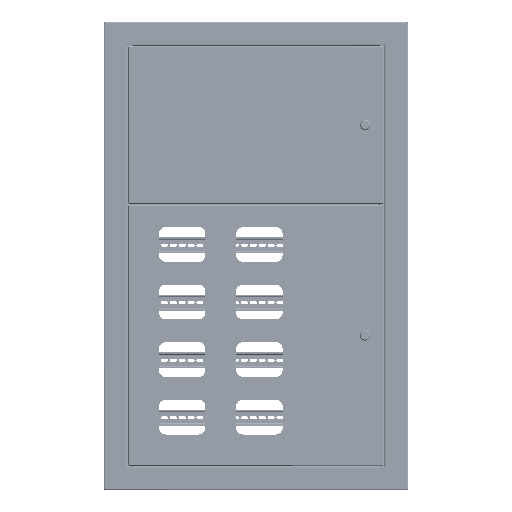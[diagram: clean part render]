
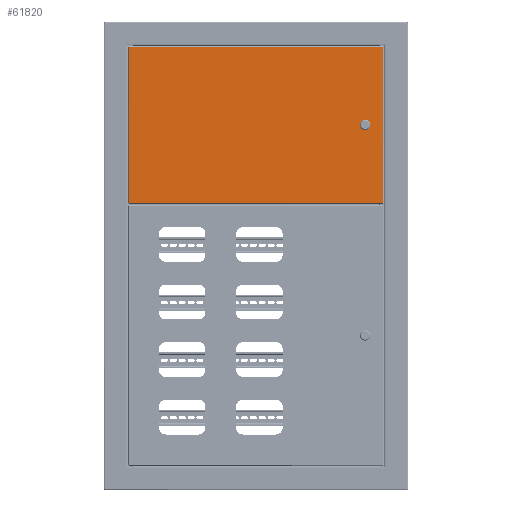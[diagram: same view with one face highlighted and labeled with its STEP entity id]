
A CAD part, top view. The second image highlights one B-rep face of the part: STEP entity #61820.
In plain terms, the highlighted planar face has unit normal (0, 0, 1).
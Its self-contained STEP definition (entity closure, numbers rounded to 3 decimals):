
#1685 = EDGE_CURVE ( 'NONE', #21658, #36515, #50407, .T. ) ;
#3338 = EDGE_CURVE ( 'NONE', #36515, #33697, #67802, .T. ) ;
#3353 = AXIS2_PLACEMENT_3D ( 'NONE', #60658, #23506, #69280 ) ;
#5575 = CARTESIAN_POINT ( 'NONE',  ( 0., 545.7, 0. ) ) ;
#6525 = DIRECTION ( 'NONE',  ( 0., 0., 1. ) ) ;
#7859 = DIRECTION ( 'NONE',  ( 1., 0., 0. ) ) ;
#8339 = VECTOR ( 'NONE', #61759, 1000. ) ;
#9514 = DIRECTION ( 'NONE',  ( 0., 0., 1. ) ) ;
#11511 = EDGE_CURVE ( 'NONE', #23129, #25968, #40062, .T. ) ;
#12932 = ORIENTED_EDGE ( 'NONE', *, *, #63427, .T. ) ;
#15255 = CARTESIAN_POINT ( 'NONE',  ( 171.849, 31.5, 0. ) ) ;
#16859 = FACE_BOUND ( 'NONE', #35542, .T. ) ;
#18495 = EDGE_LOOP ( 'NONE', ( #48198, #41512, #12932, #65941 ) ) ;
#19556 = VECTOR ( 'NONE', #29588, 1000. ) ;
#19765 = CARTESIAN_POINT ( 'NONE',  ( 334.993, 544., 0. ) ) ;
#20017 = CARTESIAN_POINT ( 'NONE',  ( 334.7, 1.7, 0. ) ) ;
#20171 = ORIENTED_EDGE ( 'NONE', *, *, #11511, .F. ) ;
#21079 = EDGE_CURVE ( 'NONE', #35391, #72879, #52793, .T. ) ;
#21658 = VERTEX_POINT ( 'NONE', #69700 ) ;
#23129 = VERTEX_POINT ( 'NONE', #61373 ) ;
#23506 = DIRECTION ( 'NONE',  ( 0., 0., 1. ) ) ;
#25968 = VERTEX_POINT ( 'NONE', #45904 ) ;
#27026 = EDGE_CURVE ( 'NONE', #63350, #35391, #53215, .T. ) ;
#27522 = CARTESIAN_POINT ( 'NONE',  ( 1.7, 544., 0. ) ) ;
#29190 = AXIS2_PLACEMENT_3D ( 'NONE', #39838, #6525, #68901 ) ;
#29588 = DIRECTION ( 'NONE',  ( 0., -1., 0. ) ) ;
#29749 = CARTESIAN_POINT ( 'NONE',  ( 334.7, 0., 0. ) ) ;
#30473 = DIRECTION ( 'NONE',  ( 0., 1., 0. ) ) ;
#31924 = ORIENTED_EDGE ( 'NONE', *, *, #40854, .F. ) ;
#32795 = CARTESIAN_POINT ( 'NONE',  ( 164.551, 31.5, 0. ) ) ;
#33697 = VERTEX_POINT ( 'NONE', #72241 ) ;
#34803 = EDGE_CURVE ( 'NONE', #25968, #21658, #66738, .T. ) ;
#35391 = VERTEX_POINT ( 'NONE', #20017 ) ;
#35542 = EDGE_LOOP ( 'NONE', ( #42361, #20171, #31924, #62670, #54737 ) ) ;
#36515 = VERTEX_POINT ( 'NONE', #32795 ) ;
#36620 = CARTESIAN_POINT ( 'NONE',  ( 1.7, 1.7, 0. ) ) ;
#36691 = CARTESIAN_POINT ( 'NONE',  ( 334.7, 544., 0. ) ) ;
#37795 = AXIS2_PLACEMENT_3D ( 'NONE', #49242, #9514, #72306 ) ;
#39838 = CARTESIAN_POINT ( 'NONE',  ( 168.2, 40., 0. ) ) ;
#40000 = DIRECTION ( 'NONE',  ( -1., 0., 0. ) ) ;
#40062 = CIRCLE ( 'NONE', #29190, 9.25 ) ;
#40854 = EDGE_CURVE ( 'NONE', #33697, #23129, #46232, .T. ) ;
#41512 = ORIENTED_EDGE ( 'NONE', *, *, #21079, .T. ) ;
#41713 = DIRECTION ( 'NONE',  ( -1., 0., 0. ) ) ;
#42361 = ORIENTED_EDGE ( 'NONE', *, *, #34803, .F. ) ;
#43697 = DIRECTION ( 'NONE',  ( -1., 0., 0. ) ) ;
#45904 = CARTESIAN_POINT ( 'NONE',  ( 171.849, 48.5, 0. ) ) ;
#46232 = CIRCLE ( 'NONE', #37795, 9.25 ) ;
#47386 = VERTEX_POINT ( 'NONE', #27522 ) ;
#48198 = ORIENTED_EDGE ( 'NONE', *, *, #27026, .T. ) ;
#48584 = CARTESIAN_POINT ( 'NONE',  ( 171.849, 48.5, 0. ) ) ;
#48688 = AXIS2_PLACEMENT_3D ( 'NONE', #5575, #51690, #40000 ) ;
#49242 = CARTESIAN_POINT ( 'NONE',  ( 168.2, 40., 0. ) ) ;
#50407 = CIRCLE ( 'NONE', #3353, 9.25 ) ;
#50667 = VECTOR ( 'NONE', #30473, 1000. ) ;
#51690 = DIRECTION ( 'NONE',  ( 0., 0., -1. ) ) ;
#52259 = LINE ( 'NONE', #68539, #19556 ) ;
#52436 = FACE_OUTER_BOUND ( 'NONE', #18495, .T. ) ;
#52793 = LINE ( 'NONE', #29749, #50667 ) ;
#52819 = LINE ( 'NONE', #19765, #59661 ) ;
#53215 = LINE ( 'NONE', #36620, #71702 ) ;
#54737 = ORIENTED_EDGE ( 'NONE', *, *, #1685, .F. ) ;
#59661 = VECTOR ( 'NONE', #41713, 1000. ) ;
#60658 = CARTESIAN_POINT ( 'NONE',  ( 168.2, 40., 0. ) ) ;
#60904 = EDGE_CURVE ( 'NONE', #47386, #63350, #52259, .T. ) ;
#61373 = CARTESIAN_POINT ( 'NONE',  ( 177.45, 40., 0. ) ) ;
#61759 = DIRECTION ( 'NONE',  ( 1., 0., 0. ) ) ;
#61820 = ADVANCED_FACE ( 'NONE', ( #16859, #52436 ), #69071, .F. ) ;
#62670 = ORIENTED_EDGE ( 'NONE', *, *, #3338, .F. ) ;
#63350 = VERTEX_POINT ( 'NONE', #65946 ) ;
#63427 = EDGE_CURVE ( 'NONE', #72879, #47386, #52819, .T. ) ;
#65941 = ORIENTED_EDGE ( 'NONE', *, *, #60904, .T. ) ;
#65946 = CARTESIAN_POINT ( 'NONE',  ( 1.7, 1.7, 0. ) ) ;
#66738 = LINE ( 'NONE', #48584, #68204 ) ;
#67802 = LINE ( 'NONE', #15255, #8339 ) ;
#68204 = VECTOR ( 'NONE', #43697, 1000. ) ;
#68539 = CARTESIAN_POINT ( 'NONE',  ( 1.7, 544.293, 0. ) ) ;
#68901 = DIRECTION ( 'NONE',  ( 1., 0., 0. ) ) ;
#69071 = PLANE ( 'NONE',  #48688 ) ;
#69280 = DIRECTION ( 'NONE',  ( 1., 0., 0. ) ) ;
#69700 = CARTESIAN_POINT ( 'NONE',  ( 164.551, 48.5, 0. ) ) ;
#71702 = VECTOR ( 'NONE', #7859, 1000. ) ;
#72241 = CARTESIAN_POINT ( 'NONE',  ( 171.849, 31.5, 0. ) ) ;
#72306 = DIRECTION ( 'NONE',  ( 1., 0., 0. ) ) ;
#72879 = VERTEX_POINT ( 'NONE', #36691 ) ;
